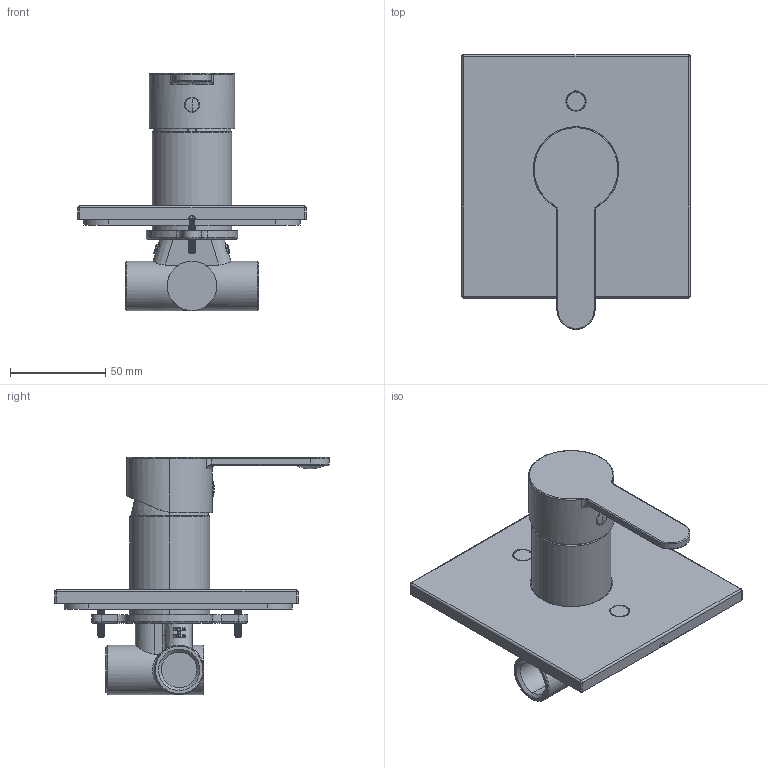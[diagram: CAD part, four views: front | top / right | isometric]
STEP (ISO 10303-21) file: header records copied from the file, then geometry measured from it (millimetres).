
FILE_DESCRIPTION((''),'2;1');
FILE_NAME('SIMPLE_IN_WALL_SHOWER_ASM','2018-08-23T',('10114256'),(''),'CREO PARAMETRIC BY PTC INC, 2014440','CREO PARAMETRIC BY PTC INC, 2014440','');
FILE_SCHEMA(('CONFIG_CONTROL_DESIGN'));
Length unit declared in the file: millimetre
Products named in the file (19): 158D600544; SIMPLE_NEW; 158B950189_BODY; 158B950189_PIVOT; 158B950189_WASHER; 158B950189_ASM; 1580660099; 1580743950; 1581650350; 607645; 613841; 612172; 158K650692_ASM; 158K618253; 158K607676; 158K611069; 158A917376; 1580960444; SIMPLE_IN_WALL_SHOWER_ASM
Assembly tree (21 placements, depth 3):
  SIMPLE_IN_WALL_SHOWER_ASM
    158D600544
    SIMPLE_NEW
    158B950189_ASM
      158B950189_BODY
      158B950189_PIVOT
      158B950189_WASHER  x2
    1580660099
    1580743950
    1581650350
    158K650692_ASM
      607645
      613841
      612172
    158K618253  x2
    158K607676  x2
    158K611069
    158A917376
    1580960444
Bounding box: 120 x 144.5 x 124.7 mm (x, y, z)
Volume: 213456.2 mm3; surface area: 129125.2 mm2
Topology: 20 solids, 20 shells, 1431 faces, 3711 edges, 2361 vertices
Faces by surface type: plane 768, cylinder 357, bspline 126, torus 99, cone 62, sphere 19
Entity records: 49872 total; most frequent: CARTESIAN_POINT 18367, ORIENTED_EDGE 6682, DIRECTION 6184, EDGE_CURVE 3341, VECTOR 2206, LINE 2206, VERTEX_POINT 2131, AXIS2_PLACEMENT_3D 1989
